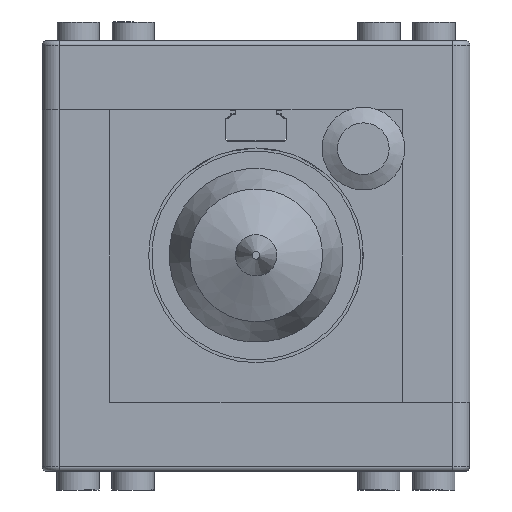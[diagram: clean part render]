
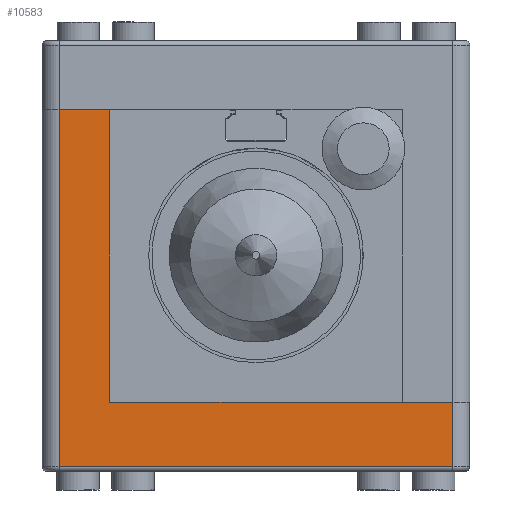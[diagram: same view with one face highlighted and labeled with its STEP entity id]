
A CAD part, front view. The second image highlights one B-rep face of the part: STEP entity #10583.
In plain terms, the highlighted face is planar.
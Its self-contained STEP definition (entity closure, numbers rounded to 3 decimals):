
#956=FACE_OUTER_BOUND('',#1577,.T.);
#1577=EDGE_LOOP('',(#7465,#7466,#7467,#7468,#7469,#7470));
#2297=LINE('',#15899,#3412);
#2299=LINE('',#15908,#3414);
#2301=LINE('',#15914,#3416);
#2308=LINE('',#15933,#3423);
#2309=LINE('',#15935,#3424);
#2310=LINE('',#15936,#3425);
#3412=VECTOR('',#12872,10.);
#3414=VECTOR('',#12884,10.);
#3416=VECTOR('',#12890,10.);
#3423=VECTOR('',#12911,10.);
#3424=VECTOR('',#12912,10.);
#3425=VECTOR('',#12913,10.);
#4548=VERTEX_POINT('',#15890);
#4550=VERTEX_POINT('',#15897);
#4551=VERTEX_POINT('',#15902);
#4553=VERTEX_POINT('',#15910);
#4559=VERTEX_POINT('',#15932);
#4560=VERTEX_POINT('',#15934);
#5670=EDGE_CURVE('',#4550,#4548,#2297,.T.);
#5675=EDGE_CURVE('',#4548,#4551,#2299,.T.);
#5678=EDGE_CURVE('',#4551,#4553,#2301,.T.);
#5687=EDGE_CURVE('',#4559,#4550,#2308,.T.);
#5688=EDGE_CURVE('',#4559,#4560,#2309,.T.);
#5689=EDGE_CURVE('',#4553,#4560,#2310,.T.);
#7465=ORIENTED_EDGE('',*,*,#5678,.F.);
#7466=ORIENTED_EDGE('',*,*,#5675,.F.);
#7467=ORIENTED_EDGE('',*,*,#5670,.F.);
#7468=ORIENTED_EDGE('',*,*,#5687,.F.);
#7469=ORIENTED_EDGE('',*,*,#5688,.T.);
#7470=ORIENTED_EDGE('',*,*,#5689,.F.);
#10125=PLANE('',#11512);
#10583=ADVANCED_FACE('',(#956),#10125,.T.);
#11512=AXIS2_PLACEMENT_3D('',#15931,#12909,#12910);
#12872=DIRECTION('',(0.,0.,-1.));
#12884=DIRECTION('',(0.,-1.,0.));
#12890=DIRECTION('',(0.,0.,1.));
#12909=DIRECTION('center_axis',(1.,0.,0.));
#12910=DIRECTION('ref_axis',(0.,1.,0.));
#12911=DIRECTION('',(0.,1.,0.));
#12912=DIRECTION('',(0.,0.,1.));
#12913=DIRECTION('',(0.,1.,0.));
#15890=CARTESIAN_POINT('',(24.9,22.9,0.5));
#15897=CARTESIAN_POINT('',(24.9,22.9,8.));
#15899=CARTESIAN_POINT('',(24.9,22.9,0.));
#15902=CARTESIAN_POINT('',(24.9,-22.9,0.5));
#15908=CARTESIAN_POINT('',(24.9,-12.45,0.5));
#15910=CARTESIAN_POINT('',(24.9,-22.9,42.1));
#15914=CARTESIAN_POINT('',(24.9,-22.9,0.));
#15931=CARTESIAN_POINT('Origin',(24.9,-24.9,0.));
#15932=CARTESIAN_POINT('',(24.9,-17.02,8.));
#15933=CARTESIAN_POINT('',(24.9,24.9,8.));
#15934=CARTESIAN_POINT('',(24.9,-17.02,42.1));
#15935=CARTESIAN_POINT('',(24.9,-17.02,8.));
#15936=CARTESIAN_POINT('',(24.9,-24.9,42.1));
